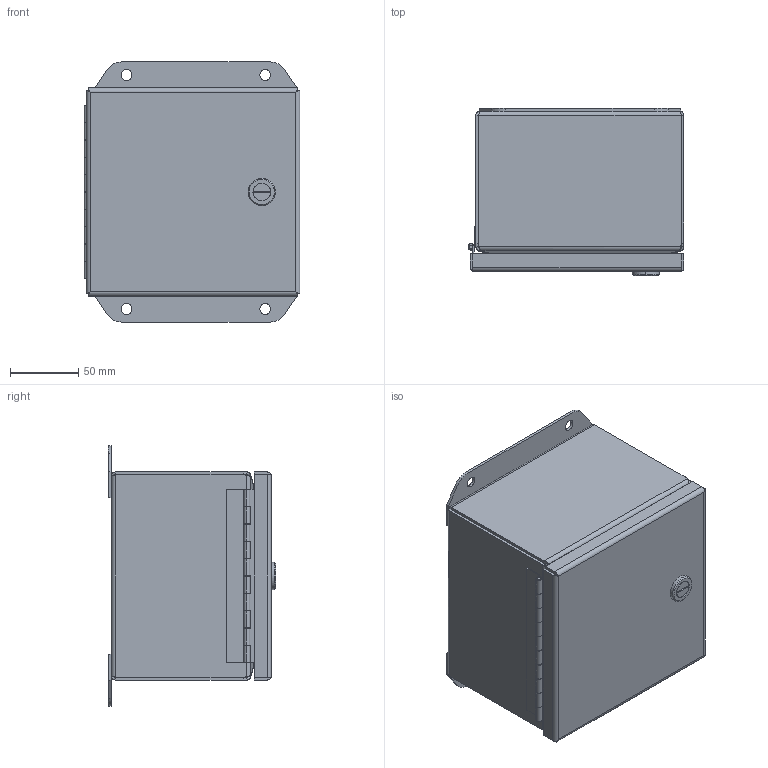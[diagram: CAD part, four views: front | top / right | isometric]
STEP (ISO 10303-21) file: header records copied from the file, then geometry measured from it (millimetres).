
FILE_DESCRIPTION (( 'STEP AP203' ), '1' );
FILE_NAME ('EJ664AL_Default.step', '2019-11-13T18:06:41', ( '' ), ( '' ), 'SwSTEP 2.0', 'SolidWorks 2019', '' );
FILE_SCHEMA (( 'CONFIG_CONTROL_DESIGN' ));
Length unit declared in the file: inch
Products named in the file (1): EJ664AL_Default
Bounding box: 158.14 x 122.43 x 190.5 mm (x, y, z)
Volume: 344563.6 mm3; surface area: 346228.7 mm2
Topology: 14 solids, 15 shells, 550 faces, 1504 edges, 933 vertices
Faces by surface type: plane 330, cylinder 152, bspline 44, cone 24
Entity records: 19141 total; most frequent: CARTESIAN_POINT 5208, ORIENTED_EDGE 2976, DIRECTION 2780, EDGE_CURVE 1488, VECTOR 1002, LINE 1002, VERTEX_POINT 933, AXIS2_PLACEMENT_3D 889
